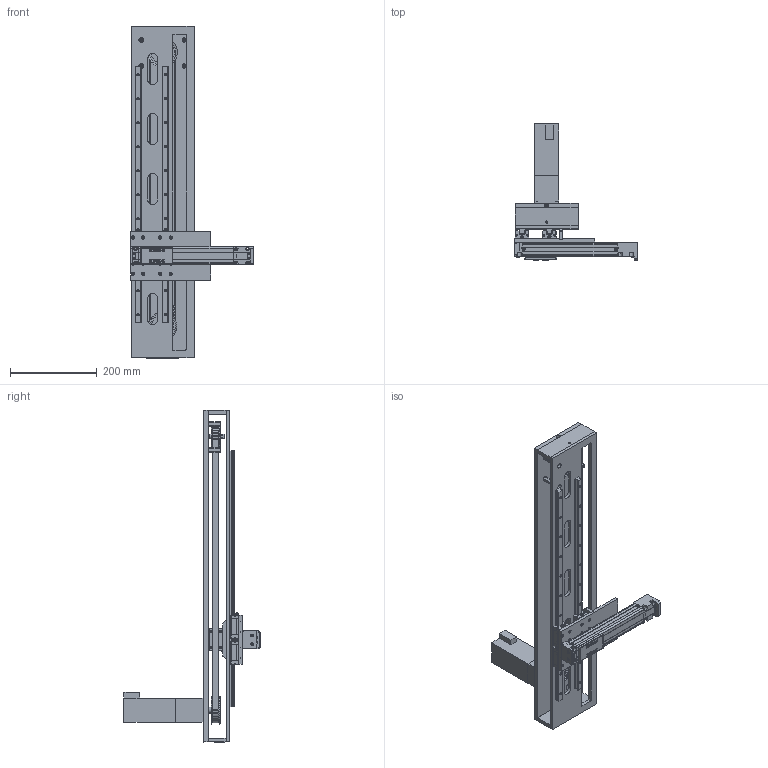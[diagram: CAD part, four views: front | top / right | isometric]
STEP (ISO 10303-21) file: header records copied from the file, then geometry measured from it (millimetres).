
FILE_DESCRIPTION(('FreeCAD Model'),'2;1');
FILE_NAME('Open CASCADE Shape Model','2025-04-27T01:28:52',('FreeCAD'),( 'FreeCAD'),'Open CASCADE STEP processor 7.6','FreeCAD','Unknown');
FILE_SCHEMA(('AUTOMOTIVE_DESIGN { 1 0 10303 214 1 1 1 1 }'));
Products named in the file (1): Open CASCADE STEP translator 7.6 1
Bounding box: 282.74 x 314.62 x 766.92 mm (x, y, z)
Volume: 3261599.2 mm3; surface area: 888611.7 mm2
Topology: 29 solids, 29 shells, 2229 faces, 5866 edges, 3839 vertices
Faces by surface type: bspline 2229
Entity records: 69267 total; most frequent: CARTESIAN_POINT 35667, ORIENTED_EDGE 11668, EDGE_CURVE 5834, VERTEX_POINT 3839, B_SPLINE_CURVE_WITH_KNOTS 3609, FACE_BOUND 2622, EDGE_LOOP 2622, ADVANCED_FACE 2229
